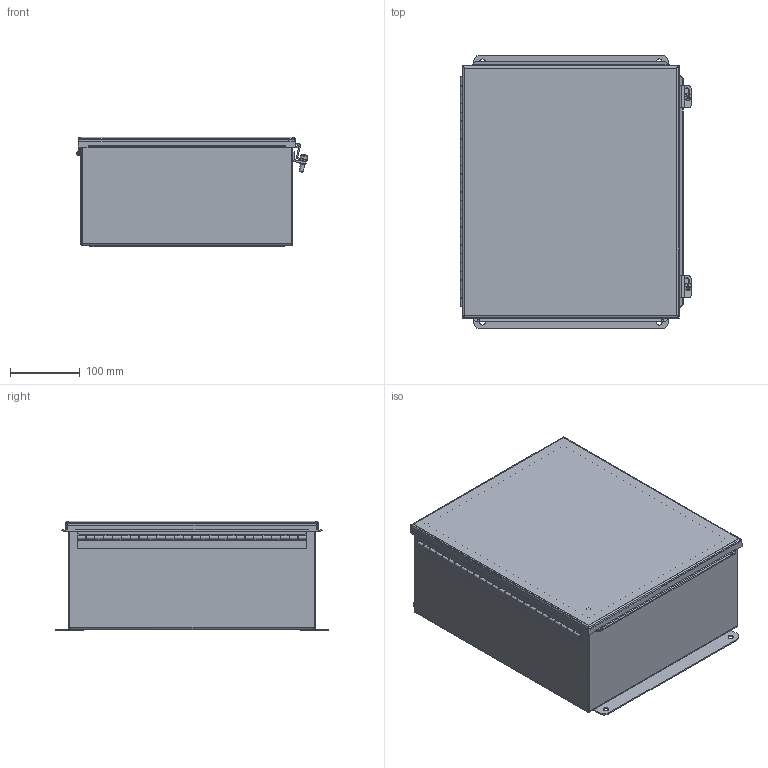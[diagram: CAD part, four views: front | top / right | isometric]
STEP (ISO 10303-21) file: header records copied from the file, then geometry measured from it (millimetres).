
FILE_DESCRIPTION(/* description */ ('JIC,CS,CONT HINGE,14X12X6'),/* implementation_level */ '2;1');
FILE_NAME(/* name */ 'B141206CH.stp',/* time_stamp */ '2021-10-23T15:49:39-05:00',/* author */ ('DN'),/* organization */ (''),/* preprocessor_version */ 'ST-DEVELOPER v18',/* originating_system */ 'Autodesk Inventor 2020',/* authorisation */ '');
FILE_SCHEMA (('AUTOMOTIVE_DESIGN { 1 0 10303 214 3 1 1 }'));
Length unit declared in the file: inch
Products named in the file (14): B141206CH; 3499; 3485; C1001; C1002; 372134; B_141206_BKP; 328124; 328124LH; 328124P; 328124TH; 316168; 38811; B_1412CH_LID
Assembly tree (21 placements, depth 3):
  B141206CH
    3499  x4
    3485  x2
    C1001  x2
    C1002  x2
    372134  x2
    B_141206_BKP
    328124
      328124LH
      328124P
      328124TH
    316168  x2
    38811
    B_1412CH_LID
Bounding box: 332.28 x 393.7 x 157.84 mm (x, y, z)
Volume: 843597.8 mm3; surface area: 1051937.2 mm2
Topology: 20 solids, 20 shells, 525 faces, 1329 edges, 853 vertices
Faces by surface type: plane 331, cylinder 139, bspline 46, sphere 4, cone 3, torus 2
Full cylindrical faces by diameter (mm): 2.54 x1, 2.957 x26, 3.556 x2, 3.962 x4, 4.826 x1, 4.978 x2, 6.35 x3, 7.62 x4, 7.874 x4, 8.738 x2, 10.402 x2, 15.875 x4
Entity records: 14348 total; most frequent: CARTESIAN_POINT 3265, ORIENTED_EDGE 2134, DIRECTION 2052, EDGE_CURVE 1067, LINE 782, VECTOR 782, VERTEX_POINT 675, AXIS2_PLACEMENT_3D 635
